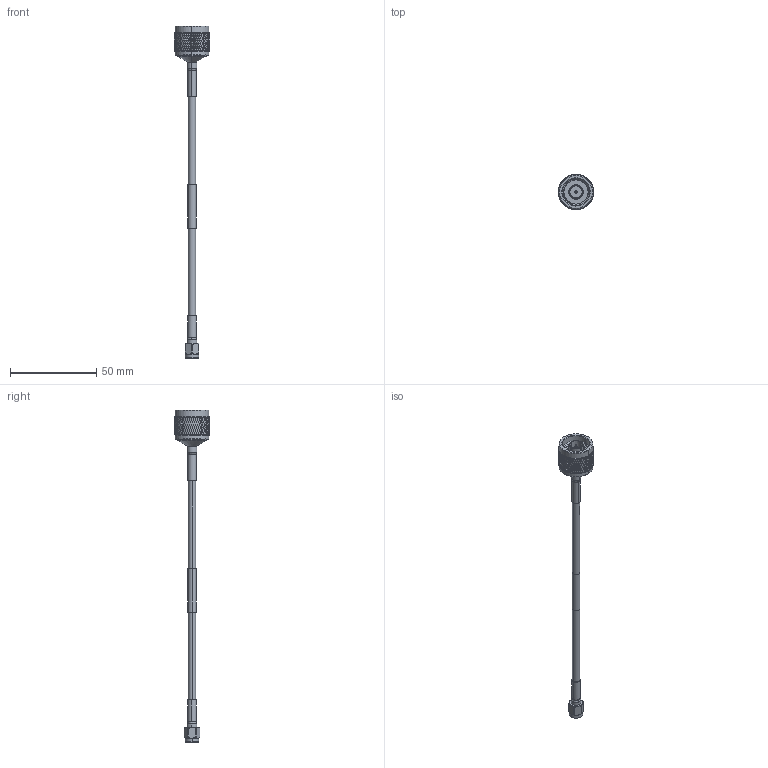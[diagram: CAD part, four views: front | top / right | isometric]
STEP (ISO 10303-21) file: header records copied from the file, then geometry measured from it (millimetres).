
FILE_DESCRIPTION (( 'STEP AP214' ), '1' );
FILE_NAME ('FMC0102141_3D.step', '2024-03-08T01:57:37', ( '' ), ( '' ), 'SwSTEP 2.0', 'SolidWorks 2022', '' );
FILE_SCHEMA (( 'AUTOMOTIVE_DESIGN' ));
Length unit declared in the file: inch
Products named in the file (4): FMC0102141_3D; Coax Cable^FMC0102141_FM141FLEX; FMCN1587_3D^FMC0102141; SC9195_3D^FMC0102141
Assembly tree (3 placements, depth 2):
  FMC0102141_3D
    Coax Cable^FMC0102141_FM141FLEX
    FMCN1587_3D^FMC0102141
    SC9195_3D^FMC0102141
Bounding box: 20.32 x 20.32 x 192.57 mm (x, y, z)
Volume: 7028.7 mm3; surface area: 6277.9 mm2
Topology: 6 solids, 6 shells, 2388 faces, 5111 edges, 2742 vertices
Faces by surface type: bspline 1770, cylinder 523, cone 46, plane 45, torus 4
Entity records: 88126 total; most frequent: CARTESIAN_POINT 56081, ORIENTED_EDGE 10214, EDGE_CURVE 5107, VERTEX_POINT 2742, EDGE_LOOP 2405, ADVANCED_FACE 2388, FACE_OUTER_BOUND 2388, B_SPLINE_CURVE_WITH_KNOTS 2209
